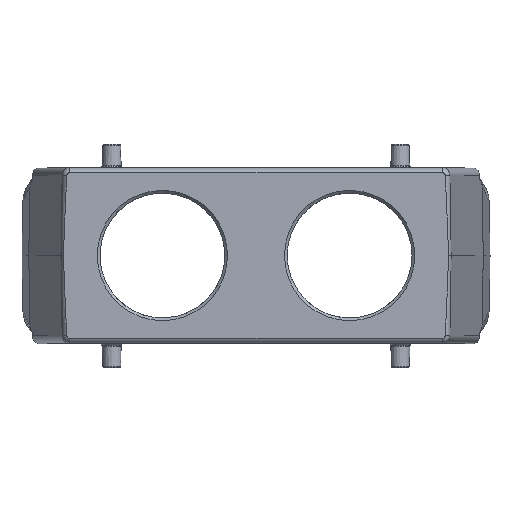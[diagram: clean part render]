
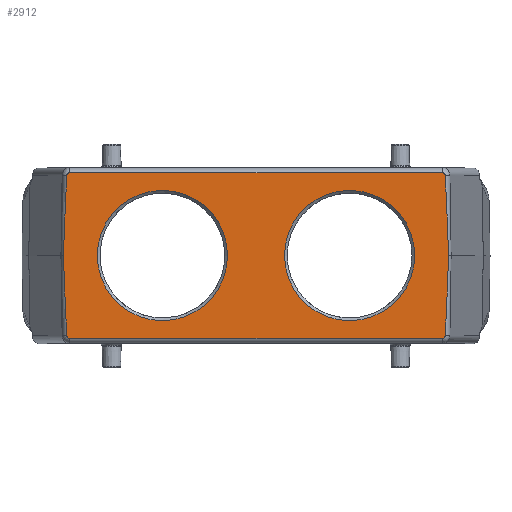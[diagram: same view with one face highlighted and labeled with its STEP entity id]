
A CAD part, top view. The second image highlights one B-rep face of the part: STEP entity #2912.
In plain terms, the highlighted planar face has unit normal (0, 0, 1).
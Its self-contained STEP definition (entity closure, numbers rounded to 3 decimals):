
#1716=PLANE('',#15822);
#1722=CIRCLE('',#14925,0.74);
#1727=CIRCLE('',#14937,0.74);
#1731=CIRCLE('',#14942,0.74);
#1735=CIRCLE('',#14953,0.74);
#2055=CIRCLE('',#15820,16.7);
#2056=CIRCLE('',#15821,16.7);
#2165=FACE_BOUND('',#4313,.T.);
#2166=FACE_BOUND('',#4314,.T.);
#2167=FACE_BOUND('',#4315,.T.);
#2211=ELLIPSE('',#14930,114.609,2.);
#2212=ELLIPSE('',#14935,114.609,2.);
#2213=ELLIPSE('',#14945,114.609,2.);
#2215=ELLIPSE('',#14950,114.609,2.);
#2912=ADVANCED_FACE('',(#2165,#2166,#2167),#1716,.T.);
#4313=EDGE_LOOP('',(#7309));
#4314=EDGE_LOOP('',(#7310));
#4315=EDGE_LOOP('',(#7311,#7312,#7313,#7314,#7315,#7316,#7317,#7318,#7319,
#7320));
#7309=ORIENTED_EDGE('',*,*,#9819,.F.);
#7310=ORIENTED_EDGE('',*,*,#9820,.F.);
#7311=ORIENTED_EDGE('',*,*,#8383,.F.);
#7312=ORIENTED_EDGE('',*,*,#8389,.F.);
#7313=ORIENTED_EDGE('',*,*,#8395,.F.);
#7314=ORIENTED_EDGE('',*,*,#8401,.F.);
#7315=ORIENTED_EDGE('',*,*,#8406,.F.);
#7316=ORIENTED_EDGE('',*,*,#8403,.F.);
#7317=ORIENTED_EDGE('',*,*,#8397,.F.);
#7318=ORIENTED_EDGE('',*,*,#8391,.F.);
#7319=ORIENTED_EDGE('',*,*,#8385,.F.);
#7320=ORIENTED_EDGE('',*,*,#8379,.F.);
#7422=VERTEX_POINT('',#20517);
#7423=VERTEX_POINT('',#20519);
#7425=VERTEX_POINT('',#20525);
#7427=VERTEX_POINT('',#20531);
#7429=VERTEX_POINT('',#20537);
#7431=VERTEX_POINT('',#20543);
#7434=VERTEX_POINT('',#20550);
#7435=VERTEX_POINT('',#20555);
#7437=VERTEX_POINT('',#20561);
#7439=VERTEX_POINT('',#20567);
#8303=VERTEX_POINT('',#28513);
#8304=VERTEX_POINT('',#28515);
#8379=EDGE_CURVE('',#7422,#7423,#1722,.T.);
#8383=EDGE_CURVE('',#7425,#7422,#2211,.T.);
#8385=EDGE_CURVE('',#7423,#7427,#11972,.T.);
#8389=EDGE_CURVE('',#7429,#7425,#2212,.T.);
#8391=EDGE_CURVE('',#7427,#7431,#1727,.T.);
#8395=EDGE_CURVE('',#7434,#7429,#1731,.T.);
#8397=EDGE_CURVE('',#7431,#7435,#2213,.T.);
#8401=EDGE_CURVE('',#7437,#7434,#11976,.T.);
#8403=EDGE_CURVE('',#7435,#7439,#2215,.T.);
#8406=EDGE_CURVE('',#7439,#7437,#1735,.T.);
#9819=EDGE_CURVE('',#8303,#8303,#2055,.T.);
#9820=EDGE_CURVE('',#8304,#8304,#2056,.T.);
#11972=LINE('',#20530,#12867);
#11976=LINE('',#20563,#12871);
#12867=VECTOR('',#16119,1.);
#12871=VECTOR('',#16157,1.);
#14925=AXIS2_PLACEMENT_3D('',#20518,#16104,#16105);
#14930=AXIS2_PLACEMENT_3D('',#20527,#16114,#16115);
#14935=AXIS2_PLACEMENT_3D('',#20539,#16127,#16128);
#14937=AXIS2_PLACEMENT_3D('',#20542,#16132,#16133);
#14942=AXIS2_PLACEMENT_3D('',#20551,#16142,#16143);
#14945=AXIS2_PLACEMENT_3D('',#20554,#16148,#16149);
#14950=AXIS2_PLACEMENT_3D('',#20566,#16161,#16162);
#14953=AXIS2_PLACEMENT_3D('',#20572,#16168,#16169);
#15820=AXIS2_PLACEMENT_3D('',#28512,#18596,#18597);
#15821=AXIS2_PLACEMENT_3D('',#28514,#18598,#18599);
#15822=AXIS2_PLACEMENT_3D('',#28516,#18600,#18601);
#16104=DIRECTION('',(0.,0.,-1.));
#16105=DIRECTION('',(1.,0.,0.));
#16114=DIRECTION('',(0.,0.,-1.));
#16115=DIRECTION('',(-0.014,-1.,0.));
#16119=DIRECTION('',(1.,0.,0.));
#16127=DIRECTION('',(0.,0.,-1.));
#16128=DIRECTION('',(0.014,-1.,0.));
#16132=DIRECTION('',(0.,0.,-1.));
#16133=DIRECTION('',(1.,0.,0.));
#16142=DIRECTION('',(0.,0.,-1.));
#16143=DIRECTION('',(1.,0.,0.));
#16148=DIRECTION('',(0.,0.,-1.));
#16149=DIRECTION('',(0.014,-1.,0.));
#16157=DIRECTION('',(-1.,0.,0.));
#16161=DIRECTION('',(0.,0.,-1.));
#16162=DIRECTION('',(-0.014,-1.,0.));
#16168=DIRECTION('',(0.,0.,-1.));
#16169=DIRECTION('',(1.,0.,0.));
#18596=DIRECTION('',(0.,0.,1.));
#18597=DIRECTION('',(1.,0.,0.));
#18598=DIRECTION('',(0.,0.,1.));
#18599=DIRECTION('',(1.,0.,0.));
#18600=DIRECTION('',(0.,0.,1.));
#18601=DIRECTION('',(1.,0.,0.));
#20517=CARTESIAN_POINT('',(-48.492,20.543,66.35));
#20518=CARTESIAN_POINT('',(-47.753,20.5,66.35));
#20519=CARTESIAN_POINT('',(-47.753,21.24,66.35));
#20525=CARTESIAN_POINT('',(-49.372,0.,66.35));
#20527=CARTESIAN_POINT('',(-49.285,-85.952,66.35));
#20530=CARTESIAN_POINT('',(-53.287,21.24,66.35));
#20531=CARTESIAN_POINT('',(47.753,21.24,66.35));
#20537=CARTESIAN_POINT('',(-48.492,-20.543,66.35));
#20539=CARTESIAN_POINT('',(-49.285,85.952,66.35));
#20542=CARTESIAN_POINT('',(47.753,20.5,66.35));
#20543=CARTESIAN_POINT('',(48.492,20.543,66.35));
#20550=CARTESIAN_POINT('',(-47.753,-21.24,66.35));
#20551=CARTESIAN_POINT('',(-47.753,-20.5,66.35));
#20554=CARTESIAN_POINT('',(49.285,-85.952,66.35));
#20555=CARTESIAN_POINT('',(49.372,0.,66.35));
#20561=CARTESIAN_POINT('',(47.753,-21.24,66.35));
#20563=CARTESIAN_POINT('',(-49.697,-21.24,66.35));
#20566=CARTESIAN_POINT('',(49.285,85.952,66.35));
#20567=CARTESIAN_POINT('',(48.492,-20.543,66.35));
#20572=CARTESIAN_POINT('',(47.753,-20.5,66.35));
#28512=CARTESIAN_POINT('',(-24.,0.,66.35));
#28513=CARTESIAN_POINT('',(-7.3,0.,66.35));
#28514=CARTESIAN_POINT('',(24.,0.,66.35));
#28515=CARTESIAN_POINT('',(40.7,0.,66.35));
#28516=CARTESIAN_POINT('',(-55.,-23.,66.35));
